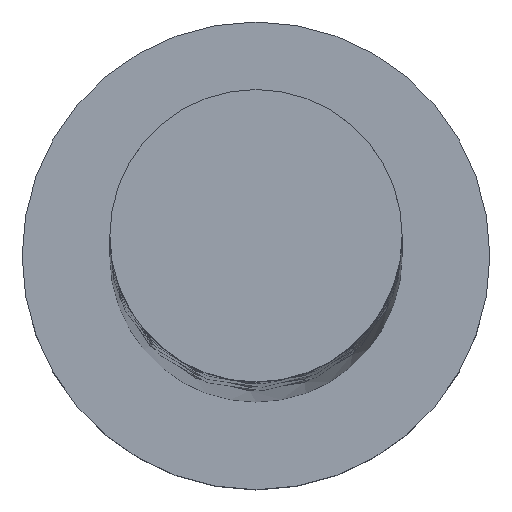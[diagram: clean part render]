
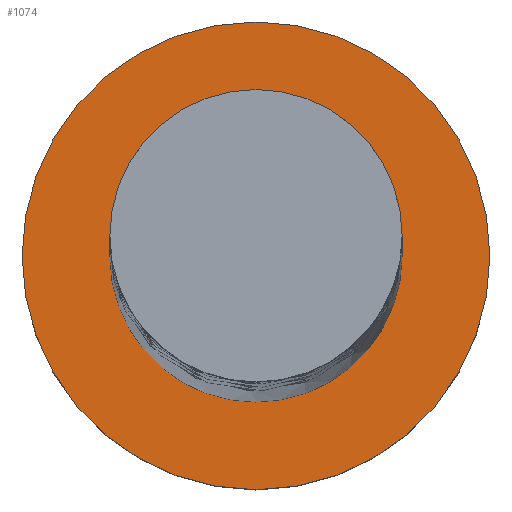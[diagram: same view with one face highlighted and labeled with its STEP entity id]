
A CAD part, top view. The second image highlights one B-rep face of the part: STEP entity #1074.
In plain terms, the highlighted planar face has unit normal (0, 0, 1).
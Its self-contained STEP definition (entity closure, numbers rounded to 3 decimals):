
#3 = AXIS2_PLACEMENT_3D ( 'NONE', #1827, #1688, #286 ) ;
#13 = EDGE_CURVE ( 'NONE', #153, #1526, #946, .T. ) ;
#73 = DIRECTION ( 'NONE',  ( 1., 0., 0. ) ) ;
#140 = EDGE_LOOP ( 'NONE', ( #475, #456 ) ) ;
#153 = VERTEX_POINT ( 'NONE', #1865 ) ;
#178 = CARTESIAN_POINT ( 'NONE',  ( 0., 0., 5. ) ) ;
#181 = AXIS2_PLACEMENT_3D ( 'NONE', #397, #244, #1788 ) ;
#191 = DIRECTION ( 'NONE',  ( 1., 0., 0. ) ) ;
#244 = DIRECTION ( 'NONE',  ( 0., 0., 1. ) ) ;
#247 = CIRCLE ( 'NONE', #1395, 8. ) ;
#286 = DIRECTION ( 'NONE',  ( 1., 0., 0. ) ) ;
#312 = PLANE ( 'NONE',  #1976 ) ;
#335 = VERTEX_POINT ( 'NONE', #798 ) ;
#397 = CARTESIAN_POINT ( 'NONE',  ( 0., 0., 5. ) ) ;
#456 = ORIENTED_EDGE ( 'NONE', *, *, #914, .T. ) ;
#475 = ORIENTED_EDGE ( 'NONE', *, *, #1911, .T. ) ;
#663 = DIRECTION ( 'NONE',  ( 0., 0., 1. ) ) ;
#703 = DIRECTION ( 'NONE',  ( 0., 0., 1. ) ) ;
#798 = CARTESIAN_POINT ( 'NONE',  ( 8., 0., 5. ) ) ;
#869 = AXIS2_PLACEMENT_3D ( 'NONE', #178, #663, #191 ) ;
#909 = FACE_BOUND ( 'NONE', #1146, .T. ) ;
#914 = EDGE_CURVE ( 'NONE', #335, #1124, #1227, .T. ) ;
#917 = FACE_OUTER_BOUND ( 'NONE', #140, .T. ) ;
#927 = CIRCLE ( 'NONE', #869, 5. ) ;
#946 = CIRCLE ( 'NONE', #3, 5. ) ;
#1006 = CARTESIAN_POINT ( 'NONE',  ( 5., 0., 5. ) ) ;
#1071 = DIRECTION ( 'NONE',  ( 1., 0., 0. ) ) ;
#1074 = ADVANCED_FACE ( 'NONE', ( #909, #917 ), #312, .T. ) ;
#1124 = VERTEX_POINT ( 'NONE', #1528 ) ;
#1146 = EDGE_LOOP ( 'NONE', ( #1444, #1786 ) ) ;
#1227 = CIRCLE ( 'NONE', #181, 8. ) ;
#1229 = EDGE_CURVE ( 'NONE', #1526, #153, #927, .T. ) ;
#1395 = AXIS2_PLACEMENT_3D ( 'NONE', #1625, #703, #73 ) ;
#1444 = ORIENTED_EDGE ( 'NONE', *, *, #13, .F. ) ;
#1526 = VERTEX_POINT ( 'NONE', #1006 ) ;
#1528 = CARTESIAN_POINT ( 'NONE',  ( -8., 0., 5. ) ) ;
#1544 = DIRECTION ( 'NONE',  ( 0., 0., 1. ) ) ;
#1565 = CARTESIAN_POINT ( 'NONE',  ( 0., 0., 5. ) ) ;
#1625 = CARTESIAN_POINT ( 'NONE',  ( 0., 0., 5. ) ) ;
#1688 = DIRECTION ( 'NONE',  ( 0., 0., 1. ) ) ;
#1786 = ORIENTED_EDGE ( 'NONE', *, *, #1229, .F. ) ;
#1788 = DIRECTION ( 'NONE',  ( 1., 0., 0. ) ) ;
#1827 = CARTESIAN_POINT ( 'NONE',  ( 0., 0., 5. ) ) ;
#1865 = CARTESIAN_POINT ( 'NONE',  ( -5., 0., 5. ) ) ;
#1911 = EDGE_CURVE ( 'NONE', #1124, #335, #247, .T. ) ;
#1976 = AXIS2_PLACEMENT_3D ( 'NONE', #1565, #1544, #1071 ) ;
